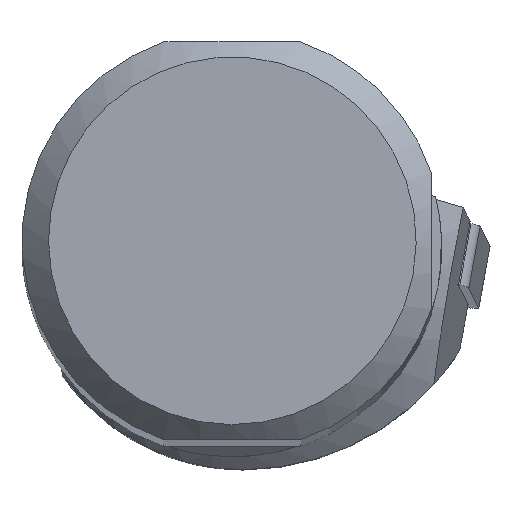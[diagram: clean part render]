
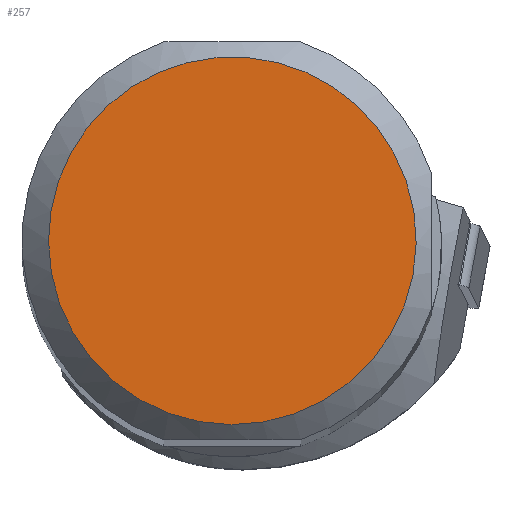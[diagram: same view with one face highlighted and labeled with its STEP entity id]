
A CAD part, top view. The second image highlights one B-rep face of the part: STEP entity #257.
In plain terms, the highlighted planar face has unit normal (0, 0, 1).
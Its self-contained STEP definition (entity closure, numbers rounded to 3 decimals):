
#182=FACE_OUTER_BOUND('',#639,.T.);
#257=ADVANCED_FACE('CU_SU_BP3',(#182),#317,.T.);
#317=PLANE('',#1642);
#639=EDGE_LOOP('',(#865));
#865=ORIENTED_EDGE('',*,*,#1360,.F.);
#1194=VERTEX_POINT('',#2501);
#1360=EDGE_CURVE('',#1194,#1194,#1473,.T.);
#1473=CIRCLE('',#1641,13.864);
#1641=AXIS2_PLACEMENT_3D('',#2500,#1929,#1930);
#1642=AXIS2_PLACEMENT_3D('',#2502,#1931,#1932);
#1929=DIRECTION('',(0.,0.,-1.));
#1930=DIRECTION('',(-1.,0.,0.));
#1931=DIRECTION('',(0.,0.,1.));
#1932=DIRECTION('',(-1.,0.,0.));
#2500=CARTESIAN_POINT('',(0.,0.,0.));
#2501=CARTESIAN_POINT('',(-13.864,0.,0.));
#2502=CARTESIAN_POINT('',(0.,0.,
0.));
